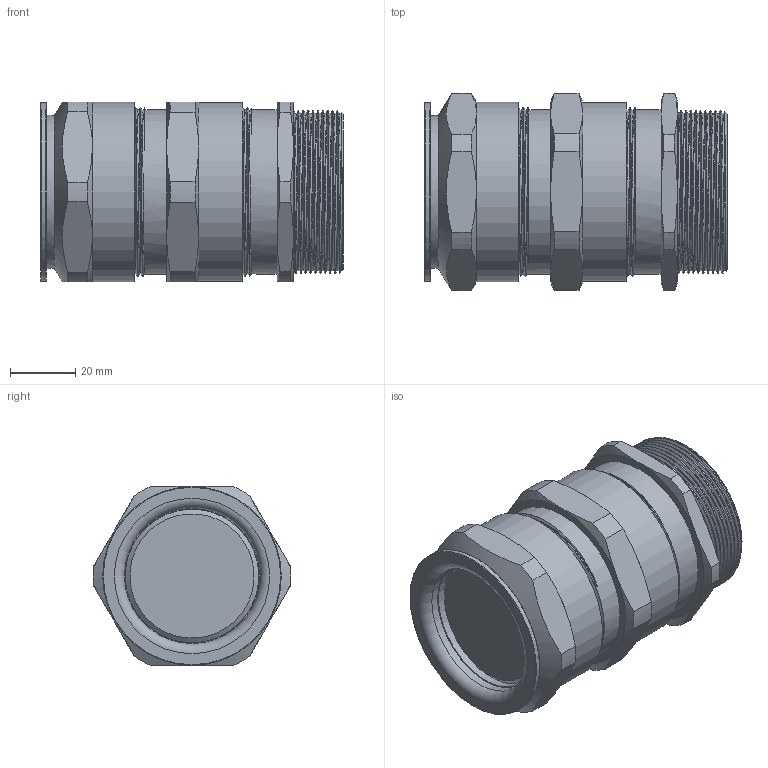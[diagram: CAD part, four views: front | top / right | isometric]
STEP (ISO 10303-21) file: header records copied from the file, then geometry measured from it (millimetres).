
FILE_DESCRIPTION(/* description */ ('ADE-4F M50x1,5, Größe 10'),/* implementation_level */ '2;1');
FILE_NAME(/* name */ '00847094V1-RST.stp',/* time_stamp */ '2021-09-01T13:29:29+02:00',/* author */ ('sl'),/* organization */ (''),/* preprocessor_version */ 'ST-DEVELOPER v16.5',/* originating_system */ 'Autodesk Inventor 2017',/* authorisation */ '');
FILE_SCHEMA (('AUTOMOTIVE_DESIGN { 1 0 10303 214 3 1 1 }'));
Length unit declared in the file: millimetre
Products named in the file (9): 00847094V1; 00847094V1_1; 00847094V1_2; 00847094V1_3; 00847094V1_4; 00847094V1_5; 00847094V1_6; 00847094V1_7; 00847094V1_8
Assembly tree (8 placements, depth 2):
  00847094V1
    00847094V1_1
    00847094V1_2
    00847094V1_3
    00847094V1_4
    00847094V1_5
    00847094V1_6
    00847094V1_7
    00847094V1_8
Bounding box: 92.49 x 60.29 x 55 mm (x, y, z)
Volume: 95842 mm3; surface area: 77243.1 mm2
Topology: 10 solids, 10 shells, 246 faces, 545 edges, 341 vertices
Faces by surface type: cylinder 99, plane 66, cone 49, torus 22, bspline 10
Full cylindrical faces by diameter (mm): 33.74 x1, 34.06 x1, 34.17 x1, 36.4 x1, 36.73 x1, 38.45 x1, 38.84 x1, 40.27 x1, 40.83 x1, 40.98 x1, 41.5 x1, 42.07 x1, 42.38 x1, 43 x2, 43.1 x1, 44.6 x1, 45 x1, 45.12 x1, 45.52 x1, 46.8 x1, 47 x2, 47.17 x1, 47.18 x1, 47.6 x1, 49.91 x1, 50.15 x2, 50.2 x12, 50.258 x8, 50.3 x5, 50.4 x13
Entity records: 14205 total; most frequent: CARTESIAN_POINT 10031, DIRECTION 859, ORIENTED_EDGE 692, AXIS2_PLACEMENT_3D 410, EDGE_CURVE 344, EDGE_LOOP 323, VERTEX_POINT 255, FACE_OUTER_BOUND 208
